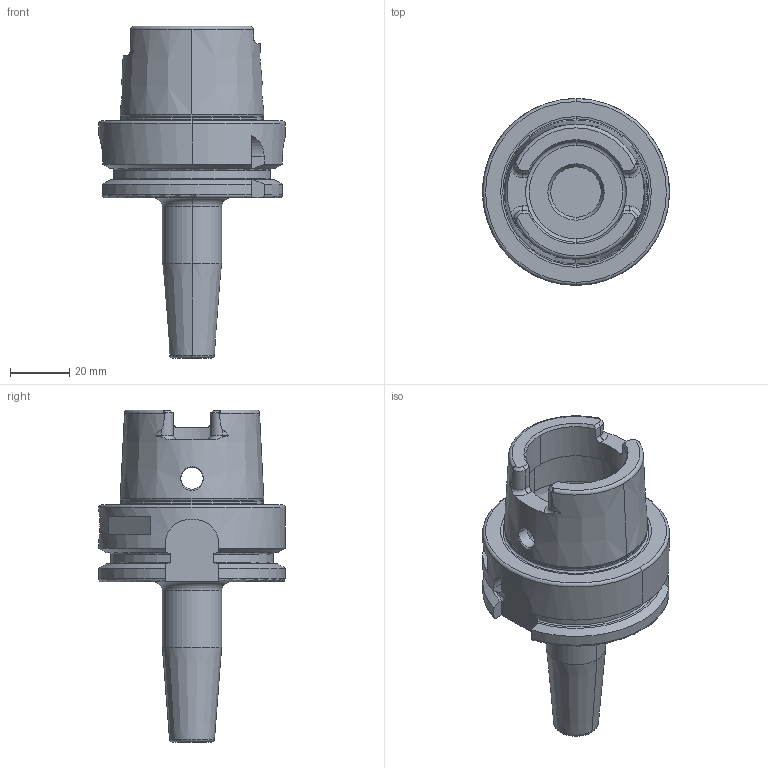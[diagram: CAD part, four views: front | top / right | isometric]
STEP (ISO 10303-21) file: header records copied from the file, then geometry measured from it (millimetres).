
FILE_DESCRIPTION((''),'2;1');
FILE_NAME('A63_70_05_K','2020-11-25T',('103090'),(''),'CREO PARAMETRIC BY PTC INC, 2016260','CREO PARAMETRIC BY PTC INC, 2016260','');
FILE_SCHEMA(('CONFIG_CONTROL_DESIGN'));
Length unit declared in the file: millimetre
Products named in the file (1): A63_70_05_K
Bounding box: 63 x 63 x 112 mm (x, y, z)
Volume: 94793.5 mm3; surface area: 26259.6 mm2
Topology: 1 solids, 1 shells, 169 faces, 426 edges, 261 vertices
Faces by surface type: plane 49, cylinder 49, cone 38, torus 33
Entity records: 5709 total; most frequent: CARTESIAN_POINT 1669, DIRECTION 853, ORIENTED_EDGE 840, EDGE_CURVE 420, AXIS2_PLACEMENT_3D 353, VERTEX_POINT 261, EDGE_LOOP 181, CIRCLE 181
